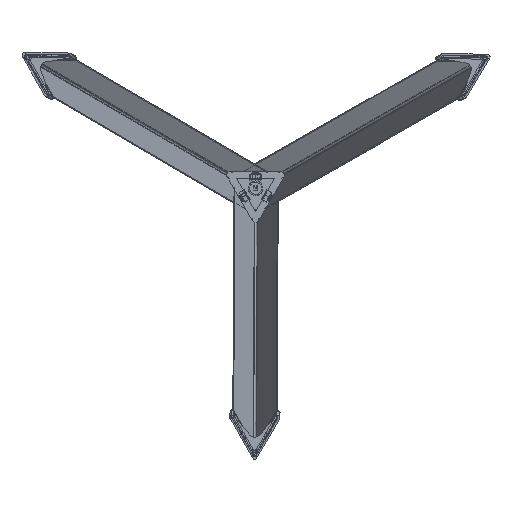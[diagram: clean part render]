
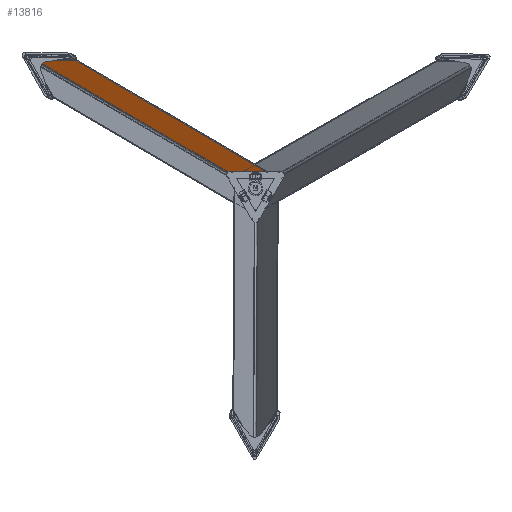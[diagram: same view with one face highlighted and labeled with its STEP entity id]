
A CAD part, left-side view. The second image highlights one B-rep face of the part: STEP entity #13816.
In plain terms, the highlighted face is planar.
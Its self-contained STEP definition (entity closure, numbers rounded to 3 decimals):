
#81 = EDGE_CURVE ( 'NONE', #13810, #2906, #3386, .T. ) ;
#192 = EDGE_LOOP ( 'NONE', ( #5416, #2082 ) ) ;
#618 = CARTESIAN_POINT ( 'NONE',  ( 0., 0., -1. ) ) ;
#1711 = EDGE_CURVE ( 'NONE', #10503, #7455, #14129, .T. ) ;
#1789 = DIRECTION ( 'NONE',  ( 0., 0., 1. ) ) ;
#1854 = DIRECTION ( 'NONE',  ( 1., 0., 0. ) ) ;
#2082 = ORIENTED_EDGE ( 'NONE', *, *, #81, .T. ) ;
#2180 = VERTEX_POINT ( 'NONE', #7935 ) ;
#2309 = DIRECTION ( 'NONE',  ( 0.707, -0.707, 0. ) ) ;
#2906 = VERTEX_POINT ( 'NONE', #11794 ) ;
#3386 = CIRCLE ( 'NONE', #6468, 3.5 ) ;
#3441 = AXIS2_PLACEMENT_3D ( 'NONE', #10030, #7682, #15233 ) ;
#3516 = DIRECTION ( 'NONE',  ( 0., 0., 1. ) ) ;
#3566 = CARTESIAN_POINT ( 'NONE',  ( -11.213, 35.756, -1. ) ) ;
#3811 = DIRECTION ( 'NONE',  ( -0.299, 0.954, 0. ) ) ;
#5416 = ORIENTED_EDGE ( 'NONE', *, *, #6894, .T. ) ;
#5588 = ORIENTED_EDGE ( 'NONE', *, *, #7689, .T. ) ;
#5711 = CARTESIAN_POINT ( 'NONE',  ( -649.872, 0., -1. ) ) ;
#5787 = CARTESIAN_POINT ( 'NONE',  ( -649.872, 0., -1. ) ) ;
#5916 = FACE_BOUND ( 'NONE', #192, .T. ) ;
#6001 = CARTESIAN_POINT ( 'NONE',  ( -28.408, 12., -1. ) ) ;
#6282 = DIRECTION ( 'NONE',  ( -1., 0., 0. ) ) ;
#6415 = DIRECTION ( 'NONE',  ( 0.299, -0.954, 0. ) ) ;
#6468 = AXIS2_PLACEMENT_3D ( 'NONE', #14068, #1789, #10547 ) ;
#6601 = CARTESIAN_POINT ( 'NONE',  ( -649.872, 0., -1. ) ) ;
#6894 = EDGE_CURVE ( 'NONE', #2906, #13810, #7279, .T. ) ;
#6958 = ORIENTED_EDGE ( 'NONE', *, *, #14615, .F. ) ;
#7279 = CIRCLE ( 'NONE', #3441, 3.5 ) ;
#7455 = VERTEX_POINT ( 'NONE', #618 ) ;
#7522 = CARTESIAN_POINT ( 'NONE',  ( -11.213, 35.756, -1. ) ) ;
#7551 = CARTESIAN_POINT ( 'NONE',  ( -11.213, 35.756, -1. ) ) ;
#7682 = DIRECTION ( 'NONE',  ( 0., 0., 1. ) ) ;
#7689 = EDGE_CURVE ( 'NONE', #10503, #2180, #9159, .T. ) ;
#7935 = CARTESIAN_POINT ( 'NONE',  ( -661.085, 35.756, -1. ) ) ;
#8054 = VECTOR ( 'NONE', #1854, 1000. ) ;
#8347 = VECTOR ( 'NONE', #6282, 1000. ) ;
#8588 = VECTOR ( 'NONE', #6415, 1000. ) ;
#8807 = VERTEX_POINT ( 'NONE', #3566 ) ;
#9159 = LINE ( 'NONE', #6601, #9600 ) ;
#9600 = VECTOR ( 'NONE', #3811, 1000. ) ;
#9611 = CARTESIAN_POINT ( 'NONE',  ( 0., 0., -1. ) ) ;
#9662 = ORIENTED_EDGE ( 'NONE', *, *, #1711, .F. ) ;
#9797 = ORIENTED_EDGE ( 'NONE', *, *, #12244, .T. ) ;
#10030 = CARTESIAN_POINT ( 'NONE',  ( -24.908, 12., -1. ) ) ;
#10503 = VERTEX_POINT ( 'NONE', #5711 ) ;
#10547 = DIRECTION ( 'NONE',  ( 1., 0., 0. ) ) ;
#11000 = LINE ( 'NONE', #7551, #8347 ) ;
#11794 = CARTESIAN_POINT ( 'NONE',  ( -21.408, 12., -1. ) ) ;
#12244 = EDGE_CURVE ( 'NONE', #8807, #7455, #15075, .T. ) ;
#12366 = EDGE_LOOP ( 'NONE', ( #9662, #5588, #6958, #9797 ) ) ;
#13694 = AXIS2_PLACEMENT_3D ( 'NONE', #9611, #3516, #2309 ) ;
#13810 = VERTEX_POINT ( 'NONE', #6001 ) ;
#13816 = ADVANCED_FACE ( 'NONE', ( #5916, #14415 ), #15707, .F. ) ;
#14068 = CARTESIAN_POINT ( 'NONE',  ( -24.908, 12., -1. ) ) ;
#14129 = LINE ( 'NONE', #5787, #8054 ) ;
#14415 = FACE_OUTER_BOUND ( 'NONE', #12366, .T. ) ;
#14615 = EDGE_CURVE ( 'NONE', #8807, #2180, #11000, .T. ) ;
#15075 = LINE ( 'NONE', #7522, #8588 ) ;
#15233 = DIRECTION ( 'NONE',  ( 1., 0., 0. ) ) ;
#15707 = PLANE ( 'NONE',  #13694 ) ;
